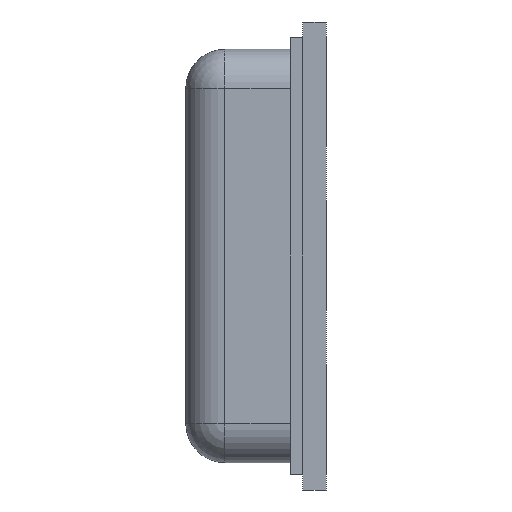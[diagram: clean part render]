
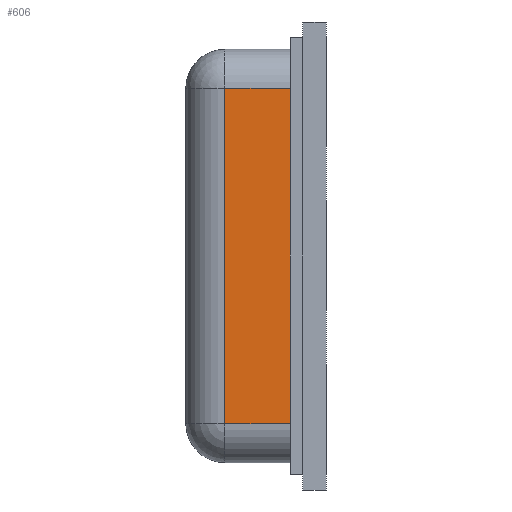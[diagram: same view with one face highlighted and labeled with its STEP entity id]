
A CAD part, left-side view. The second image highlights one B-rep face of the part: STEP entity #606.
In plain terms, the highlighted planar face has unit normal (-1, 0, 0).
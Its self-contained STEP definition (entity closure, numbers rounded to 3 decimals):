
#192 = CARTESIAN_POINT ( 'NONE',  ( -1.325, 0.23, -1.075 ) ) ;
#265 = VERTEX_POINT ( 'NONE', #3006 ) ;
#298 = CARTESIAN_POINT ( 'NONE',  ( -1.325, 0.65, -1.075 ) ) ;
#401 = DIRECTION ( 'NONE',  ( 0., -1., 0. ) ) ;
#451 = VECTOR ( 'NONE', #401, 1000. ) ;
#475 = VECTOR ( 'NONE', #1220, 1000. ) ;
#491 = VERTEX_POINT ( 'NONE', #192 ) ;
#524 = ORIENTED_EDGE ( 'NONE', *, *, #632, .T. ) ;
#606 = ADVANCED_FACE ( 'NONE', ( #3254 ), #2692, .F. ) ;
#632 = EDGE_CURVE ( 'NONE', #491, #3295, #2733, .T. ) ;
#659 = EDGE_CURVE ( 'NONE', #1915, #3295, #3367, .T. ) ;
#698 = LINE ( 'NONE', #3528, #2101 ) ;
#726 = CARTESIAN_POINT ( 'NONE',  ( -1.325, 5.548, 1.075 ) ) ;
#1181 = LINE ( 'NONE', #298, #475 ) ;
#1197 = VECTOR ( 'NONE', #3024, 1000. ) ;
#1220 = DIRECTION ( 'NONE',  ( 0., 0., -1. ) ) ;
#1235 = ORIENTED_EDGE ( 'NONE', *, *, #3758, .T. ) ;
#1554 = DIRECTION ( 'NONE',  ( 0., 0., -1. ) ) ;
#1915 = VERTEX_POINT ( 'NONE', #3157 ) ;
#2101 = VECTOR ( 'NONE', #2346, 1000. ) ;
#2255 = EDGE_LOOP ( 'NONE', ( #2993, #1235, #3125, #524 ) ) ;
#2346 = DIRECTION ( 'NONE',  ( 0., -1., 0. ) ) ;
#2352 = CARTESIAN_POINT ( 'NONE',  ( -1.325, 5.548, -1.075 ) ) ;
#2394 = DIRECTION ( 'NONE',  ( 1., 0., 0. ) ) ;
#2433 = CARTESIAN_POINT ( 'NONE',  ( -1.325, 0.23, -1.075 ) ) ;
#2610 = EDGE_CURVE ( 'NONE', #265, #491, #698, .T. ) ;
#2692 = PLANE ( 'NONE',  #3156 ) ;
#2733 = LINE ( 'NONE', #2433, #1197 ) ;
#2779 = CARTESIAN_POINT ( 'NONE',  ( -1.325, 0.23, 1.075 ) ) ;
#2993 = ORIENTED_EDGE ( 'NONE', *, *, #659, .F. ) ;
#3006 = CARTESIAN_POINT ( 'NONE',  ( -1.325, 0.65, -1.075 ) ) ;
#3024 = DIRECTION ( 'NONE',  ( 0., 0., 1. ) ) ;
#3125 = ORIENTED_EDGE ( 'NONE', *, *, #2610, .T. ) ;
#3156 = AXIS2_PLACEMENT_3D ( 'NONE', #2352, #2394, #1554 ) ;
#3157 = CARTESIAN_POINT ( 'NONE',  ( -1.325, 0.65, 1.075 ) ) ;
#3254 = FACE_OUTER_BOUND ( 'NONE', #2255, .T. ) ;
#3295 = VERTEX_POINT ( 'NONE', #2779 ) ;
#3367 = LINE ( 'NONE', #726, #451 ) ;
#3528 = CARTESIAN_POINT ( 'NONE',  ( -1.325, 5.548, -1.075 ) ) ;
#3758 = EDGE_CURVE ( 'NONE', #1915, #265, #1181, .T. ) ;
